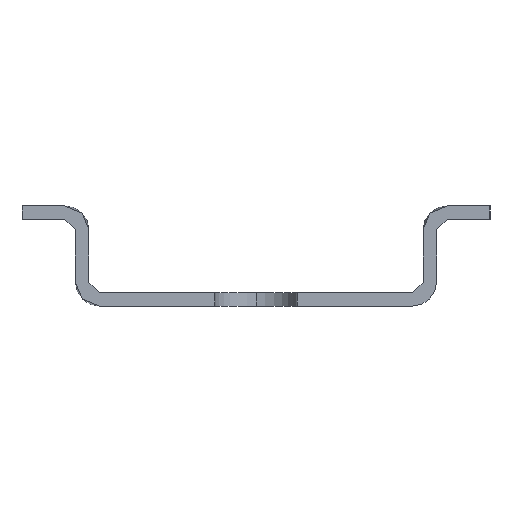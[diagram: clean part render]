
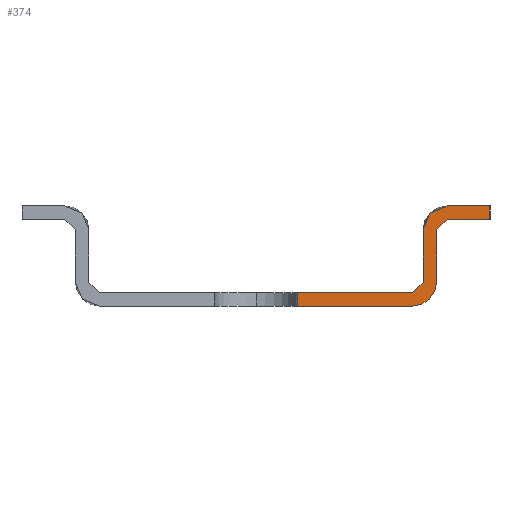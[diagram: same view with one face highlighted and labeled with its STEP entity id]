
A CAD part, left-side view. The second image highlights one B-rep face of the part: STEP entity #374.
In plain terms, the highlighted planar face has unit normal (-1, 0, 0).
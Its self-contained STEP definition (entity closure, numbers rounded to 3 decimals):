
#249=AXIS2_PLACEMENT_3D('Circle Axis2P3D',#247,#248,$) ;
#276=AXIS2_PLACEMENT_3D('Plane Axis2P3D',#273,#274,#275) ;
#242=CARTESIAN_POINT('Vertex',(0.,4.,1.8)) ;
#247=CARTESIAN_POINT('Axis2P3D Location',(0.,5.8,1.8)) ;
#251=CARTESIAN_POINT('Vertex',(0.,5.8,0.)) ;
#273=CARTESIAN_POINT('Axis2P3D Location',(0.,3.2,5.7)) ;
#278=CARTESIAN_POINT('Line Origine',(0.,14.4,3.75)) ;
#282=CARTESIAN_POINT('Vertex',(0.,14.4,0.)) ;
#284=CARTESIAN_POINT('Vertex',(0.,14.4,1.)) ;
#287=CARTESIAN_POINT('Line Origine',(0.,17.5,0.)) ;
#292=CARTESIAN_POINT('Line Origine',(0.,4.,3.75)) ;
#296=CARTESIAN_POINT('Vertex',(0.,4.,5.7)) ;
#300=CARTESIAN_POINT('Control Point',(0.,4.,5.7)) ;
#301=CARTESIAN_POINT('Control Point',(0.,4.,6.014)) ;
#302=CARTESIAN_POINT('Control Point',(0.,3.832,6.332)) ;
#303=CARTESIAN_POINT('Control Point',(0.,3.514,6.5)) ;
#304=CARTESIAN_POINT('Control Point',(0.,3.2,6.5)) ;
#305=CARTESIAN_POINT('Vertex',(0.,3.2,6.5)) ;
#308=CARTESIAN_POINT('Line Origine',(0.,17.5,6.5)) ;
#312=CARTESIAN_POINT('Vertex',(0.,0.,6.5)) ;
#315=CARTESIAN_POINT('Line Origine',(0.,0.,3.75)) ;
#319=CARTESIAN_POINT('Vertex',(0.,0.,7.5)) ;
#322=CARTESIAN_POINT('Line Origine',(0.,17.5,7.5)) ;
#326=CARTESIAN_POINT('Vertex',(0.,3.2,7.5)) ;
#330=CARTESIAN_POINT('Control Point',(0.,5.,5.7)) ;
#331=CARTESIAN_POINT('Control Point',(0.,5.,6.265)) ;
#332=CARTESIAN_POINT('Control Point',(0.,4.779,6.832)) ;
#333=CARTESIAN_POINT('Control Point',(0.,4.332,7.279)) ;
#334=CARTESIAN_POINT('Control Point',(0.,3.765,7.5)) ;
#335=CARTESIAN_POINT('Control Point',(0.,3.2,7.5)) ;
#336=CARTESIAN_POINT('Vertex',(0.,5.,5.7)) ;
#339=CARTESIAN_POINT('Line Origine',(0.,5.,3.75)) ;
#343=CARTESIAN_POINT('Vertex',(0.,5.,1.8)) ;
#347=CARTESIAN_POINT('Control Point',(0.,5.,1.8)) ;
#348=CARTESIAN_POINT('Control Point',(0.,5.,1.486)) ;
#349=CARTESIAN_POINT('Control Point',(0.,5.168,1.168)) ;
#350=CARTESIAN_POINT('Control Point',(0.,5.486,1.)) ;
#351=CARTESIAN_POINT('Control Point',(0.,5.8,1.)) ;
#352=CARTESIAN_POINT('Vertex',(0.,5.8,1.)) ;
#355=CARTESIAN_POINT('Line Origine',(0.,17.5,1.)) ;
#248=DIRECTION('Axis2P3D Direction',(1.,0.,-0.)) ;
#274=DIRECTION('Axis2P3D Direction',(1.,-0.,0.)) ;
#275=DIRECTION('Axis2P3D XDirection',(0.,0.,-1.)) ;
#279=DIRECTION('Vector Direction',(0.,0.,-1.)) ;
#288=DIRECTION('Vector Direction',(0.,1.,0.)) ;
#293=DIRECTION('Vector Direction',(0.,0.,-1.)) ;
#309=DIRECTION('Vector Direction',(0.,1.,0.)) ;
#316=DIRECTION('Vector Direction',(0.,0.,-1.)) ;
#323=DIRECTION('Vector Direction',(0.,1.,0.)) ;
#340=DIRECTION('Vector Direction',(0.,0.,-1.)) ;
#356=DIRECTION('Vector Direction',(0.,1.,0.)) ;
#280=VECTOR('Line Direction',#279,1.) ;
#289=VECTOR('Line Direction',#288,1.) ;
#294=VECTOR('Line Direction',#293,1.) ;
#310=VECTOR('Line Direction',#309,1.) ;
#317=VECTOR('Line Direction',#316,1.) ;
#324=VECTOR('Line Direction',#323,1.) ;
#341=VECTOR('Line Direction',#340,1.) ;
#357=VECTOR('Line Direction',#356,1.) ;
#361=ORIENTED_EDGE('',*,*,#286,.F.) ;
#362=ORIENTED_EDGE('',*,*,#291,.F.) ;
#363=ORIENTED_EDGE('',*,*,#253,.F.) ;
#364=ORIENTED_EDGE('',*,*,#298,.T.) ;
#365=ORIENTED_EDGE('',*,*,#307,.T.) ;
#366=ORIENTED_EDGE('',*,*,#314,.F.) ;
#367=ORIENTED_EDGE('',*,*,#321,.T.) ;
#368=ORIENTED_EDGE('',*,*,#328,.T.) ;
#369=ORIENTED_EDGE('',*,*,#338,.F.) ;
#370=ORIENTED_EDGE('',*,*,#345,.T.) ;
#371=ORIENTED_EDGE('',*,*,#354,.T.) ;
#372=ORIENTED_EDGE('',*,*,#359,.T.) ;
#374=ADVANCED_FACE('V1',(#373),#277,.F.) ;
#299=B_SPLINE_CURVE_WITH_KNOTS('',4,(#300,#301,#302,#303,#304),.UNSPECIFIED.,.F.,.U.,(5,5),(1.257,2.513),.UNSPECIFIED.) ;
#329=B_SPLINE_CURVE_WITH_KNOTS('',5,(#330,#331,#332,#333,#334,#335),.UNSPECIFIED.,.F.,.U.,(6,6),(2.827,5.655),.UNSPECIFIED.) ;
#346=B_SPLINE_CURVE_WITH_KNOTS('',4,(#347,#348,#349,#350,#351),.UNSPECIFIED.,.F.,.U.,(5,5),(3.77,5.027),.UNSPECIFIED.) ;
#250=CIRCLE('generated circle',#249,1.8) ;
#253=EDGE_CURVE('',#243,#252,#250,.T.) ;
#286=EDGE_CURVE('',#283,#285,#281,.F.) ;
#291=EDGE_CURVE('',#252,#283,#290,.T.) ;
#298=EDGE_CURVE('',#243,#297,#295,.F.) ;
#307=EDGE_CURVE('',#297,#306,#299,.T.) ;
#314=EDGE_CURVE('',#313,#306,#311,.T.) ;
#321=EDGE_CURVE('',#313,#320,#318,.F.) ;
#328=EDGE_CURVE('',#320,#327,#325,.T.) ;
#338=EDGE_CURVE('',#337,#327,#329,.T.) ;
#345=EDGE_CURVE('',#337,#344,#342,.T.) ;
#354=EDGE_CURVE('',#344,#353,#346,.T.) ;
#359=EDGE_CURVE('',#353,#285,#358,.T.) ;
#360=EDGE_LOOP('',(#361,#362,#363,#364,#365,#366,#367,#368,#369,#370,#371,#372)) ;
#373=FACE_OUTER_BOUND('',#360,.T.) ;
#281=LINE('Line',#278,#280) ;
#290=LINE('Line',#287,#289) ;
#295=LINE('Line',#292,#294) ;
#311=LINE('Line',#308,#310) ;
#318=LINE('Line',#315,#317) ;
#325=LINE('Line',#322,#324) ;
#342=LINE('Line',#339,#341) ;
#358=LINE('Line',#355,#357) ;
#277=PLANE('',#276) ;
#243=VERTEX_POINT('',#242) ;
#252=VERTEX_POINT('',#251) ;
#283=VERTEX_POINT('',#282) ;
#285=VERTEX_POINT('',#284) ;
#297=VERTEX_POINT('',#296) ;
#306=VERTEX_POINT('',#305) ;
#313=VERTEX_POINT('',#312) ;
#320=VERTEX_POINT('',#319) ;
#327=VERTEX_POINT('',#326) ;
#337=VERTEX_POINT('',#336) ;
#344=VERTEX_POINT('',#343) ;
#353=VERTEX_POINT('',#352) ;
